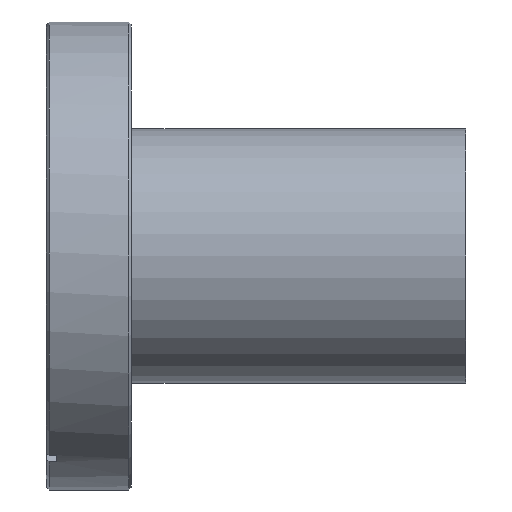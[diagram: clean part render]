
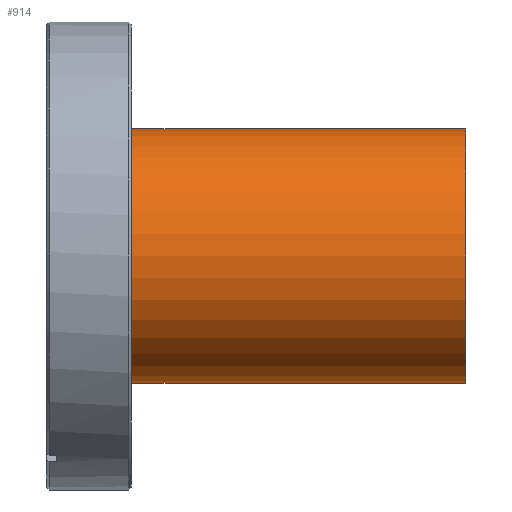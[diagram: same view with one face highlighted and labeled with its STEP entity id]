
A CAD part, left-side view. The second image highlights one B-rep face of the part: STEP entity #914.
In plain terms, the highlighted cylindrical face has radius 19.05 mm (diameter 38.1 mm), a partial arc.
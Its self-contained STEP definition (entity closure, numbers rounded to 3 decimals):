
#284 = EDGE_LOOP ( 'NONE', ( #314, #315, #316, #317 ) ) ;
#314 = ORIENTED_EDGE ( 'NONE', *, *, #877, .F. ) ;
#315 = ORIENTED_EDGE ( 'NONE', *, *, #880, .F. ) ;
#316 = ORIENTED_EDGE ( 'NONE', *, *, #879, .T. ) ;
#317 = ORIENTED_EDGE ( 'NONE', *, *, #881, .T. ) ;
#601 = CARTESIAN_POINT ( 'NONE',  ( 0., 28.7, 19.05 ) ) ;
#603 = CARTESIAN_POINT ( 'NONE',  ( 0., 28.7, -19.05 ) ) ;
#604 = LINE ( 'NONE', #601, #833 ) ;
#608 = LINE ( 'NONE', #603, #837 ) ;
#609 = DIRECTION ( 'NONE',  ( 0., -1., 0. ) ) ;
#613 = DIRECTION ( 'NONE',  ( 0., -1., 0. ) ) ;
#614 = CARTESIAN_POINT ( 'NONE',  ( 0., 28.7, 0. ) ) ;
#615 = DIRECTION ( 'NONE',  ( 0., 1., 0. ) ) ;
#616 = DIRECTION ( 'NONE',  ( 0., 0., 1. ) ) ;
#618 = CARTESIAN_POINT ( 'NONE',  ( 0., -28.7, 0. ) ) ;
#619 = DIRECTION ( 'NONE',  ( 0., 1., 0. ) ) ;
#620 = DIRECTION ( 'NONE',  ( 0., 0., 1. ) ) ;
#833 = VECTOR ( 'NONE', #609, 1000. ) ;
#836 = CIRCLE ( 'NONE', #841, 19.05 ) ;
#837 = VECTOR ( 'NONE', #613, 1000. ) ;
#840 = CIRCLE ( 'NONE', #843, 19.05 ) ;
#841 = AXIS2_PLACEMENT_3D ( 'NONE', #614, #615, #616 ) ;
#843 = AXIS2_PLACEMENT_3D ( 'NONE', #618, #619, #620 ) ;
#877 = EDGE_CURVE ( 'NONE', #1344, #1465, #604, .T. ) ;
#879 = EDGE_CURVE ( 'NONE', #1546, #1374, #608, .T. ) ;
#880 = EDGE_CURVE ( 'NONE', #1546, #1344, #836, .T. ) ;
#881 = EDGE_CURVE ( 'NONE', #1374, #1465, #840, .T. ) ;
#914 = ADVANCED_FACE ( 'NONE', ( #1712 ), #1711, .T. ) ;
#1046 = AXIS2_PLACEMENT_3D ( 'NONE', #1713, #1709, #1715 ) ;
#1344 = VERTEX_POINT ( 'NONE', #2037 ) ;
#1374 = VERTEX_POINT ( 'NONE', #2042 ) ;
#1465 = VERTEX_POINT ( 'NONE', #2053 ) ;
#1546 = VERTEX_POINT ( 'NONE', #2092 ) ;
#1709 = DIRECTION ( 'NONE',  ( 0., -1., 0. ) ) ;
#1711 = CYLINDRICAL_SURFACE ( 'NONE', #1046, 19.05 ) ;
#1712 = FACE_OUTER_BOUND ( 'NONE', #284, .T. ) ;
#1713 = CARTESIAN_POINT ( 'NONE',  ( 0., 28.7, 0. ) ) ;
#1715 = DIRECTION ( 'NONE',  ( 0., 0., -1. ) ) ;
#2037 = CARTESIAN_POINT ( 'NONE',  ( 0., 28.7, 19.05 ) ) ;
#2042 = CARTESIAN_POINT ( 'NONE',  ( 0., -28.7, -19.05 ) ) ;
#2053 = CARTESIAN_POINT ( 'NONE',  ( 0., -28.7, 19.05 ) ) ;
#2092 = CARTESIAN_POINT ( 'NONE',  ( 0., 28.7, -19.05 ) ) ;
